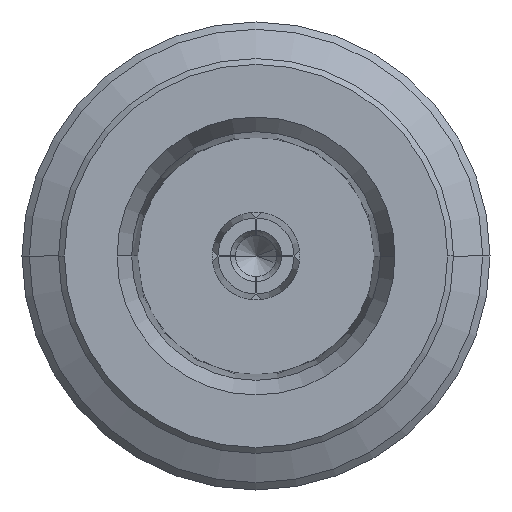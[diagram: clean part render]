
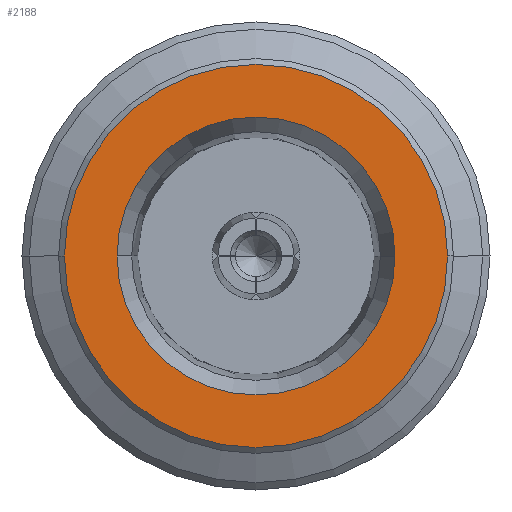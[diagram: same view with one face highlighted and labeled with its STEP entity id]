
A CAD part, left-side view. The second image highlights one B-rep face of the part: STEP entity #2188.
In plain terms, the highlighted planar face has unit normal (-1, 0, 0).
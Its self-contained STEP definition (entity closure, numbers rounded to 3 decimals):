
#16 = CIRCLE ( 'NONE', #2521, 4.75 ) ;
#76 = AXIS2_PLACEMENT_3D ( 'NONE', #963, #2850, #673 ) ;
#89 = DIRECTION ( 'NONE',  ( 0., -1., 0. ) ) ;
#189 = EDGE_CURVE ( 'NONE', #1201, #3363, #744, .T. ) ;
#258 = DIRECTION ( 'NONE',  ( -1., 0., 0. ) ) ;
#418 = CIRCLE ( 'NONE', #849, 6.55 ) ;
#510 = EDGE_CURVE ( 'NONE', #1134, #3824, #2999, .T. ) ;
#673 = DIRECTION ( 'NONE',  ( 0., 1., 0. ) ) ;
#744 = CIRCLE ( 'NONE', #3626, 6.55 ) ;
#849 = AXIS2_PLACEMENT_3D ( 'NONE', #901, #2786, #2461 ) ;
#901 = CARTESIAN_POINT ( 'NONE',  ( -18.5, 0., 0. ) ) ;
#963 = CARTESIAN_POINT ( 'NONE',  ( -18.5, 4.75, 0. ) ) ;
#1134 = VERTEX_POINT ( 'NONE', #2778 ) ;
#1201 = VERTEX_POINT ( 'NONE', #3069 ) ;
#1386 = DIRECTION ( 'NONE',  ( 0., -1., 0. ) ) ;
#1488 = ORIENTED_EDGE ( 'NONE', *, *, #2956, .F. ) ;
#1600 = DIRECTION ( 'NONE',  ( -1., 0., 0. ) ) ;
#1608 = AXIS2_PLACEMENT_3D ( 'NONE', #2407, #258, #3049 ) ;
#1657 = ORIENTED_EDGE ( 'NONE', *, *, #189, .T. ) ;
#1692 = CARTESIAN_POINT ( 'NONE',  ( -18.5, 0., 0. ) ) ;
#2040 = EDGE_LOOP ( 'NONE', ( #1488, #3754 ) ) ;
#2188 = ADVANCED_FACE ( 'NONE', ( #3891, #3797 ), #3770, .F. ) ;
#2194 = CARTESIAN_POINT ( 'NONE',  ( -18.5, 6.55, 0. ) ) ;
#2246 = EDGE_CURVE ( 'NONE', #3363, #1201, #418, .T. ) ;
#2382 = EDGE_LOOP ( 'NONE', ( #3608, #1657 ) ) ;
#2407 = CARTESIAN_POINT ( 'NONE',  ( -18.5, 0., 0. ) ) ;
#2461 = DIRECTION ( 'NONE',  ( 0., -1., 0. ) ) ;
#2521 = AXIS2_PLACEMENT_3D ( 'NONE', #1692, #3554, #1386 ) ;
#2778 = CARTESIAN_POINT ( 'NONE',  ( -18.5, 4.75, 0. ) ) ;
#2786 = DIRECTION ( 'NONE',  ( -1., 0., 0. ) ) ;
#2850 = DIRECTION ( 'NONE',  ( 1., 0., 0. ) ) ;
#2956 = EDGE_CURVE ( 'NONE', #3824, #1134, #16, .T. ) ;
#2999 = CIRCLE ( 'NONE', #1608, 4.75 ) ;
#3049 = DIRECTION ( 'NONE',  ( 0., -1., 0. ) ) ;
#3069 = CARTESIAN_POINT ( 'NONE',  ( -18.5, -6.55, 0. ) ) ;
#3173 = CARTESIAN_POINT ( 'NONE',  ( -18.5, 0., 0. ) ) ;
#3259 = CARTESIAN_POINT ( 'NONE',  ( -18.5, -4.75, 0. ) ) ;
#3363 = VERTEX_POINT ( 'NONE', #2194 ) ;
#3554 = DIRECTION ( 'NONE',  ( -1., 0., 0. ) ) ;
#3608 = ORIENTED_EDGE ( 'NONE', *, *, #2246, .T. ) ;
#3626 = AXIS2_PLACEMENT_3D ( 'NONE', #3173, #1600, #89 ) ;
#3754 = ORIENTED_EDGE ( 'NONE', *, *, #510, .F. ) ;
#3770 = PLANE ( 'NONE',  #76 ) ;
#3797 = FACE_OUTER_BOUND ( 'NONE', #2382, .T. ) ;
#3824 = VERTEX_POINT ( 'NONE', #3259 ) ;
#3891 = FACE_BOUND ( 'NONE', #2040, .T. ) ;
